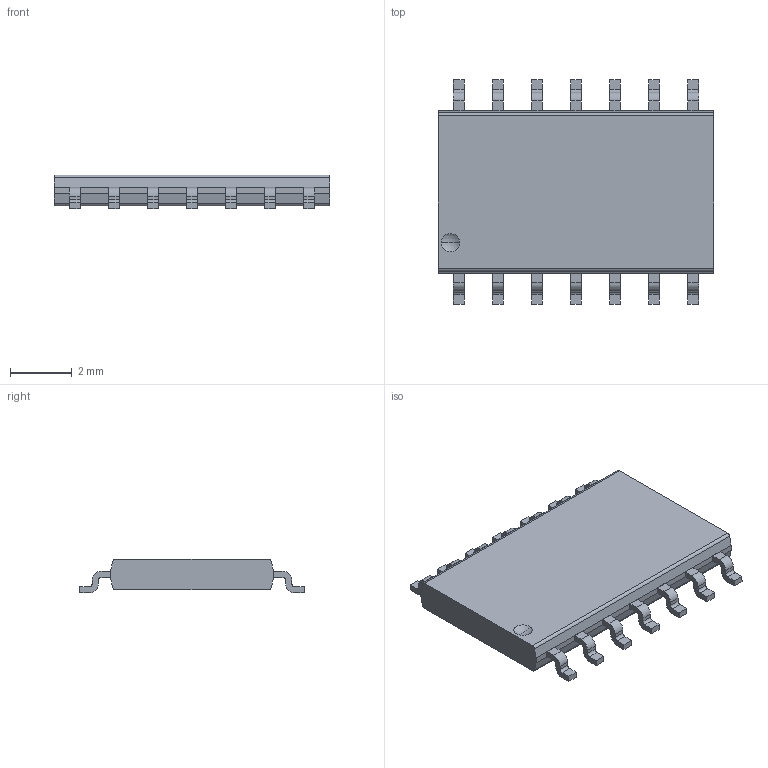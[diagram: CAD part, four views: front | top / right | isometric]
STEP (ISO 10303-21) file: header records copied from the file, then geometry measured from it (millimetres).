
FILE_DESCRIPTION (( 'STEP AP203' ), '1' );
FILE_NAME ('User Library-SOP14-p127-780.STEP', '2020-10-28T09:44:25', ( '' ), ( '' ), 'SwSTEP 2.0', 'SolidWorks 2018', '' );
FILE_SCHEMA (( 'CONFIG_CONTROL_DESIGN' ));
Length unit declared in the file: millimetre
Products named in the file (1): User Library-SOP14-p127-780
Bounding box: 8.97 x 7.3 x 1.1 mm (x, y, z)
Volume: 48.2 mm3; surface area: 141.4 mm2
Topology: 8 solids, 8 shells, 214 faces, 562 edges, 365 vertices
Faces by surface type: plane 150, cylinder 62, sphere 2
Entity records: 6603 total; most frequent: CARTESIAN_POINT 1142, ORIENTED_EDGE 1124, DIRECTION 1118, EDGE_CURVE 562, LINE 436, VECTOR 436, VERTEX_POINT 365, AXIS2_PLACEMENT_3D 341
